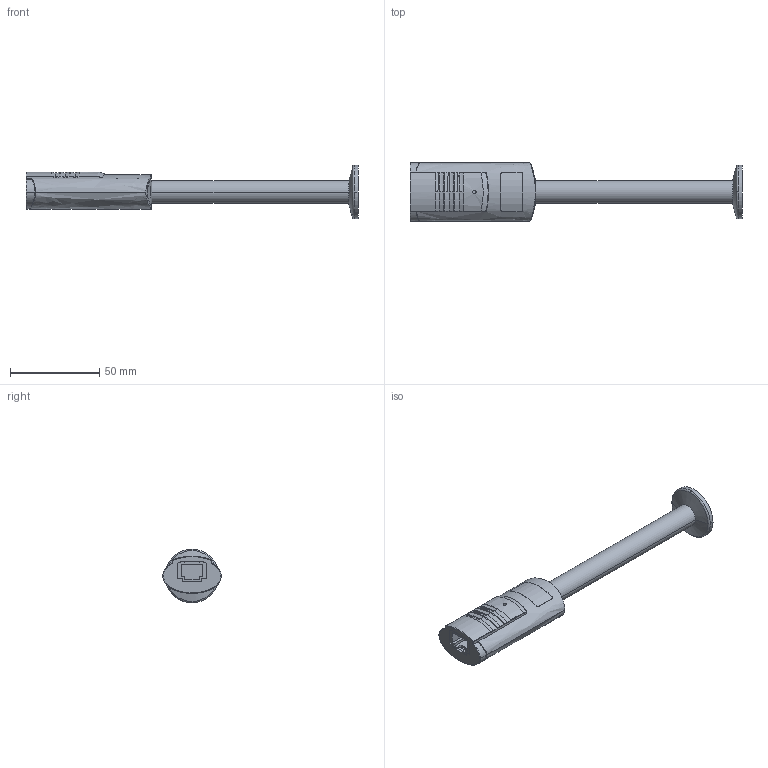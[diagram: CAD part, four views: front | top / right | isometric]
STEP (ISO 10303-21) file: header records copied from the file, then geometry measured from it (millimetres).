
FILE_DESCRIPTION((''),'2;1');
FILE_NAME('350-087.stp','2005-02-03T17:04:55',('BEM'),(''),'Autodesk Inventor 9','Autodesk Inventor 9','');
FILE_SCHEMA(('AUTOMOTIVE_DESIGN { 1 0 10303 214 1 1 1 1 }'));
Length unit declared in the file: millimetre
Products named in the file (1): 350-087
Bounding box: 186.1 x 32.8 x 30 mm (x, y, z)
Volume: 18316.2 mm3; surface area: 26288.7 mm2
Topology: 3 solids, 4 shells, 506 faces, 1424 edges, 918 vertices
Faces by surface type: plane 193, cylinder 159, bspline 114, cone 26, torus 10, sphere 4
Entity records: 20500 total; most frequent: CARTESIAN_POINT 8199, ORIENTED_EDGE 2844, DIRECTION 2163, EDGE_CURVE 1422, VERTEX_POINT 918, VECTOR 725, LINE 725, AXIS2_PLACEMENT_3D 719
